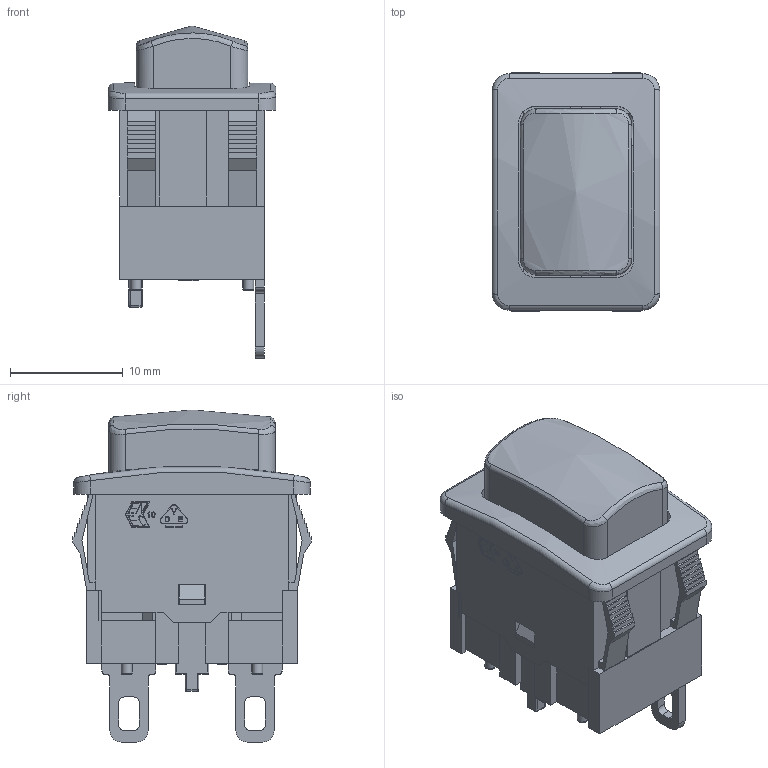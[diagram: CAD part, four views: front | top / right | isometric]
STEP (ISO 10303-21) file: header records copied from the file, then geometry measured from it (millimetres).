
FILE_DESCRIPTION(/* description */ (''),/* implementation_level */ '2;1');
FILE_NAME(/* name */ 'PA424Cxx00.stp',/* time_stamp */ '2025-05-27T15:43:59-05:00',/* author */ ('mroman'),/* organization */ (''),/* preprocessor_version */ 'ST-DEVELOPER v18.1',/* originating_system */ 'Autodesk Inventor 2022',/* authorisation */ '');
FILE_SCHEMA (('CONFIG_CONTROL_DESIGN','AUTOMOTIVE_DESIGN { 1 0 10303 214 3 1 1 }'));
Length unit declared in the file: centimetre
Products named in the file (1): PA424Cxx00
Bounding box: 14.9 x 21.2 x 29.5 mm (x, y, z)
Volume: 2445 mm3; surface area: 5643.7 mm2
Topology: 1 solids, 1 shells, 1178 faces, 3386 edges, 2212 vertices
Faces by surface type: plane 873, bspline 182, cylinder 108, sphere 8, torus 7
Full cylindrical faces by diameter (mm): 0.95 x4, 2.5 x1, 3 x1
Entity records: 39962 total; most frequent: CARTESIAN_POINT 10009, ORIENTED_EDGE 6772, DIRECTION 5265, EDGE_CURVE 3386, LINE 2767, VECTOR 2767, VERTEX_POINT 2212, EDGE_LOOP 1262
